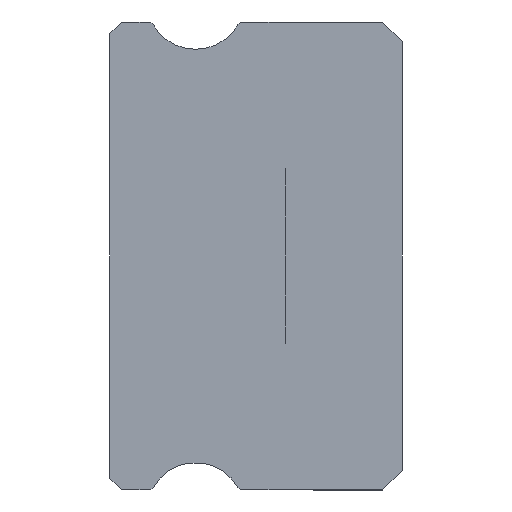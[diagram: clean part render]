
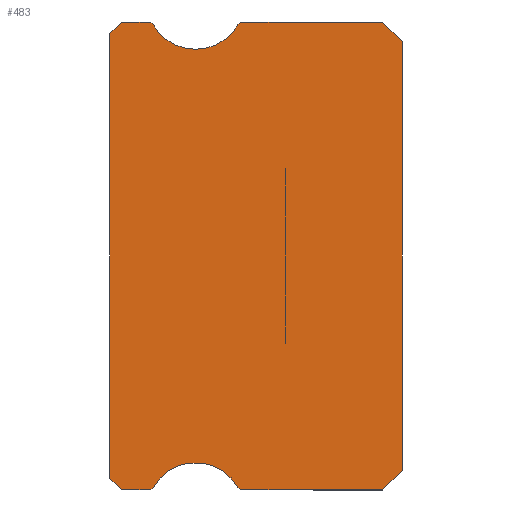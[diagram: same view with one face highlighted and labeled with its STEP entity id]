
A CAD part, left-side view. The second image highlights one B-rep face of the part: STEP entity #483.
In plain terms, the highlighted planar face has unit normal (-1, 0, 0).
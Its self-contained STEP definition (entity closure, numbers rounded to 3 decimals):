
#3 = CIRCLE ( 'NONE', #3792, 1.25 ) ;
#269 = LINE ( 'NONE', #297, #5381 ) ;
#297 = CARTESIAN_POINT ( 'NONE',  ( -5., 0.5, 6. ) ) ;
#332 = DIRECTION ( 'NONE',  ( 1., 0., 0. ) ) ;
#336 = ORIENTED_EDGE ( 'NONE', *, *, #893, .F. ) ;
#437 = CARTESIAN_POINT ( 'NONE',  ( -5., 6.383, 5.925 ) ) ;
#474 = CIRCLE ( 'NONE', #3559, 1.25 ) ;
#483 = ADVANCED_FACE ( 'NONE', ( #4908 ), #702, .F. ) ;
#545 = CARTESIAN_POINT ( 'NONE',  ( -5., 0., 5.5 ) ) ;
#559 = VERTEX_POINT ( 'NONE', #4180 ) ;
#597 = VERTEX_POINT ( 'NONE', #3343 ) ;
#651 = LINE ( 'NONE', #1491, #2341 ) ;
#661 = ORIENTED_EDGE ( 'NONE', *, *, #4727, .F. ) ;
#662 = CARTESIAN_POINT ( 'NONE',  ( -5., 7.5, 5.7 ) ) ;
#690 = CARTESIAN_POINT ( 'NONE',  ( -5., 4.088, 6. ) ) ;
#702 = PLANE ( 'NONE',  #2933 ) ;
#732 = EDGE_CURVE ( 'NONE', #5221, #3344, #3013, .T. ) ;
#779 = VECTOR ( 'NONE', #2584, 1000. ) ;
#873 = LINE ( 'NONE', #3043, #779 ) ;
#893 = EDGE_CURVE ( 'NONE', #2835, #3473, #2883, .T. ) ;
#919 = CARTESIAN_POINT ( 'NONE',  ( -5., 0.5, -6. ) ) ;
#974 = DIRECTION ( 'NONE',  ( 0., -0.707, -0.707 ) ) ;
#1052 = LINE ( 'NONE', #662, #2623 ) ;
#1090 = DIRECTION ( 'NONE',  ( -1., 0., 0. ) ) ;
#1096 = VERTEX_POINT ( 'NONE', #4129 ) ;
#1106 = ORIENTED_EDGE ( 'NONE', *, *, #2040, .T. ) ;
#1118 = DIRECTION ( 'NONE',  ( 0., -1., 0. ) ) ;
#1204 = VECTOR ( 'NONE', #1632, 1000. ) ;
#1258 = VECTOR ( 'NONE', #1118, 1000. ) ;
#1288 = CARTESIAN_POINT ( 'NONE',  ( -5., 7.5, 5.7 ) ) ;
#1293 = AXIS2_PLACEMENT_3D ( 'NONE', #4764, #3086, #1928 ) ;
#1316 = ORIENTED_EDGE ( 'NONE', *, *, #3485, .T. ) ;
#1381 = CIRCLE ( 'NONE', #1293, 0.15 ) ;
#1427 = DIRECTION ( 'NONE',  ( 1., 0., 0. ) ) ;
#1465 = DIRECTION ( 'NONE',  ( 0., 1., 0. ) ) ;
#1472 = ORIENTED_EDGE ( 'NONE', *, *, #732, .F. ) ;
#1491 = CARTESIAN_POINT ( 'NONE',  ( -5., 7.2, -6. ) ) ;
#1511 = DIRECTION ( 'NONE',  ( 0., 0., -1. ) ) ;
#1568 = CARTESIAN_POINT ( 'NONE',  ( -5., 6.512, -6. ) ) ;
#1632 = DIRECTION ( 'NONE',  ( 0., -1., 0. ) ) ;
#1690 = ORIENTED_EDGE ( 'NONE', *, *, #2170, .F. ) ;
#1771 = ORIENTED_EDGE ( 'NONE', *, *, #3149, .F. ) ;
#1785 = EDGE_CURVE ( 'NONE', #5204, #1950, #3290, .T. ) ;
#1839 = CARTESIAN_POINT ( 'NONE',  ( -5., 6.512, 5.85 ) ) ;
#1848 = CARTESIAN_POINT ( 'NONE',  ( -5., 7.5, 5.85 ) ) ;
#1871 = AXIS2_PLACEMENT_3D ( 'NONE', #2322, #3989, #2905 ) ;
#1928 = DIRECTION ( 'NONE',  ( 0., 0., -1. ) ) ;
#1950 = VERTEX_POINT ( 'NONE', #2034 ) ;
#1960 = DIRECTION ( 'NONE',  ( -1., 0., 0. ) ) ;
#1983 = CARTESIAN_POINT ( 'NONE',  ( -5., 0., -5.5 ) ) ;
#2034 = CARTESIAN_POINT ( 'NONE',  ( -5., 5.3, 5.3 ) ) ;
#2040 = EDGE_CURVE ( 'NONE', #3236, #559, #3842, .T. ) ;
#2079 = VERTEX_POINT ( 'NONE', #2674 ) ;
#2090 = VERTEX_POINT ( 'NONE', #2151 ) ;
#2108 = VERTEX_POINT ( 'NONE', #2646 ) ;
#2151 = CARTESIAN_POINT ( 'NONE',  ( -5., 6.512, -6. ) ) ;
#2170 = EDGE_CURVE ( 'NONE', #3473, #559, #269, .T. ) ;
#2207 = EDGE_CURVE ( 'NONE', #3615, #2835, #4573, .T. ) ;
#2322 = CARTESIAN_POINT ( 'NONE',  ( -5., 4.088, 5.85 ) ) ;
#2341 = VECTOR ( 'NONE', #974, 1000. ) ;
#2408 = DIRECTION ( 'NONE',  ( 0., 0., -1. ) ) ;
#2429 = ORIENTED_EDGE ( 'NONE', *, *, #4593, .F. ) ;
#2470 = CARTESIAN_POINT ( 'NONE',  ( -5., 6.512, 6. ) ) ;
#2473 = EDGE_CURVE ( 'NONE', #3093, #1096, #3, .T. ) ;
#2584 = DIRECTION ( 'NONE',  ( 0., 1., 0. ) ) ;
#2623 = VECTOR ( 'NONE', #2730, 1000. ) ;
#2646 = CARTESIAN_POINT ( 'NONE',  ( -5., 7.2, 6. ) ) ;
#2658 = CARTESIAN_POINT ( 'NONE',  ( -5., 4.088, -5.85 ) ) ;
#2674 = CARTESIAN_POINT ( 'NONE',  ( -5., 4.088, -6. ) ) ;
#2730 = DIRECTION ( 'NONE',  ( 0., 0.707, -0.707 ) ) ;
#2801 = LINE ( 'NONE', #1568, #1258 ) ;
#2802 = CARTESIAN_POINT ( 'NONE',  ( -5., 6.512, 5.85 ) ) ;
#2810 = CARTESIAN_POINT ( 'NONE',  ( -5., 0., -5.5 ) ) ;
#2835 = VERTEX_POINT ( 'NONE', #690 ) ;
#2849 = VECTOR ( 'NONE', #1465, 1000. ) ;
#2863 = EDGE_CURVE ( 'NONE', #4767, #2079, #3537, .T. ) ;
#2883 = LINE ( 'NONE', #2470, #1204 ) ;
#2905 = DIRECTION ( 'NONE',  ( 0., 0., -1. ) ) ;
#2933 = AXIS2_PLACEMENT_3D ( 'NONE', #2802, #332, #2408 ) ;
#2937 = ORIENTED_EDGE ( 'NONE', *, *, #1785, .F. ) ;
#2988 = CARTESIAN_POINT ( 'NONE',  ( -5., 0.5, 6. ) ) ;
#3013 = LINE ( 'NONE', #1848, #4010 ) ;
#3043 = CARTESIAN_POINT ( 'NONE',  ( -5., 7.2, 6. ) ) ;
#3057 = CARTESIAN_POINT ( 'NONE',  ( -5., 7.2, -6. ) ) ;
#3086 = DIRECTION ( 'NONE',  ( 1., 0., 0. ) ) ;
#3093 = VERTEX_POINT ( 'NONE', #4827 ) ;
#3136 = EDGE_CURVE ( 'NONE', #5221, #5433, #651, .T. ) ;
#3149 = EDGE_CURVE ( 'NONE', #2079, #3093, #4347, .T. ) ;
#3229 = ORIENTED_EDGE ( 'NONE', *, *, #3136, .T. ) ;
#3236 = VERTEX_POINT ( 'NONE', #2810 ) ;
#3290 = CIRCLE ( 'NONE', #4592, 1.25 ) ;
#3343 = CARTESIAN_POINT ( 'NONE',  ( -5., 6.512, 6. ) ) ;
#3344 = VERTEX_POINT ( 'NONE', #1288 ) ;
#3404 = ORIENTED_EDGE ( 'NONE', *, *, #3705, .T. ) ;
#3415 = CARTESIAN_POINT ( 'NONE',  ( -5., 7.5, -5.7 ) ) ;
#3455 = VECTOR ( 'NONE', #3521, 1000. ) ;
#3473 = VERTEX_POINT ( 'NONE', #2988 ) ;
#3485 = EDGE_CURVE ( 'NONE', #597, #2108, #873, .T. ) ;
#3521 = DIRECTION ( 'NONE',  ( 0., 0., 1. ) ) ;
#3537 = LINE ( 'NONE', #5219, #2849 ) ;
#3559 = AXIS2_PLACEMENT_3D ( 'NONE', #3672, #3582, #4489 ) ;
#3564 = EDGE_LOOP ( 'NONE', ( #3404, #1472, #3229, #3795, #2429, #4698, #1771, #5239, #661, #1106, #1690, #336, #4352, #5162, #2937, #4316, #1316 ) ) ;
#3582 = DIRECTION ( 'NONE',  ( -1., 0., 0. ) ) ;
#3615 = VERTEX_POINT ( 'NONE', #4375 ) ;
#3650 = DIRECTION ( 'NONE',  ( 0., 0.707, -0.707 ) ) ;
#3672 = CARTESIAN_POINT ( 'NONE',  ( -5., 5.3, 6.55 ) ) ;
#3705 = EDGE_CURVE ( 'NONE', #2108, #3344, #1052, .T. ) ;
#3792 = AXIS2_PLACEMENT_3D ( 'NONE', #4039, #1960, #4803 ) ;
#3795 = ORIENTED_EDGE ( 'NONE', *, *, #4103, .T. ) ;
#3842 = LINE ( 'NONE', #545, #3455 ) ;
#3869 = DIRECTION ( 'NONE',  ( 0., 0., 1. ) ) ;
#3989 = DIRECTION ( 'NONE',  ( 1., 0., 0. ) ) ;
#4010 = VECTOR ( 'NONE', #3869, 1000. ) ;
#4039 = CARTESIAN_POINT ( 'NONE',  ( -5., 5.3, -6.55 ) ) ;
#4059 = LINE ( 'NONE', #1983, #5336 ) ;
#4098 = EDGE_CURVE ( 'NONE', #1950, #3615, #474, .T. ) ;
#4103 = EDGE_CURVE ( 'NONE', #5433, #2090, #2801, .T. ) ;
#4129 = CARTESIAN_POINT ( 'NONE',  ( -5., 6.383, -5.925 ) ) ;
#4178 = AXIS2_PLACEMENT_3D ( 'NONE', #1839, #1427, #4768 ) ;
#4180 = CARTESIAN_POINT ( 'NONE',  ( -5., 0., 5.5 ) ) ;
#4316 = ORIENTED_EDGE ( 'NONE', *, *, #4973, .F. ) ;
#4324 = DIRECTION ( 'NONE',  ( 0., 0., -1. ) ) ;
#4347 = CIRCLE ( 'NONE', #5047, 0.15 ) ;
#4352 = ORIENTED_EDGE ( 'NONE', *, *, #2207, .F. ) ;
#4375 = CARTESIAN_POINT ( 'NONE',  ( -5., 4.217, 5.925 ) ) ;
#4419 = DIRECTION ( 'NONE',  ( 1., 0., 0. ) ) ;
#4489 = DIRECTION ( 'NONE',  ( 0., 0., -1. ) ) ;
#4573 = CIRCLE ( 'NONE', #1871, 0.15 ) ;
#4592 = AXIS2_PLACEMENT_3D ( 'NONE', #4849, #1090, #1511 ) ;
#4593 = EDGE_CURVE ( 'NONE', #1096, #2090, #1381, .T. ) ;
#4698 = ORIENTED_EDGE ( 'NONE', *, *, #2473, .F. ) ;
#4727 = EDGE_CURVE ( 'NONE', #3236, #4767, #4059, .T. ) ;
#4764 = CARTESIAN_POINT ( 'NONE',  ( -5., 6.512, -5.85 ) ) ;
#4767 = VERTEX_POINT ( 'NONE', #919 ) ;
#4768 = DIRECTION ( 'NONE',  ( 0., 0., -1. ) ) ;
#4803 = DIRECTION ( 'NONE',  ( 0., 0., -1. ) ) ;
#4827 = CARTESIAN_POINT ( 'NONE',  ( -5., 4.217, -5.925 ) ) ;
#4849 = CARTESIAN_POINT ( 'NONE',  ( -5., 5.3, 6.55 ) ) ;
#4908 = FACE_OUTER_BOUND ( 'NONE', #3564, .T. ) ;
#4973 = EDGE_CURVE ( 'NONE', #597, #5204, #5410, .T. ) ;
#5047 = AXIS2_PLACEMENT_3D ( 'NONE', #2658, #4419, #4324 ) ;
#5162 = ORIENTED_EDGE ( 'NONE', *, *, #4098, .F. ) ;
#5204 = VERTEX_POINT ( 'NONE', #437 ) ;
#5219 = CARTESIAN_POINT ( 'NONE',  ( -5., 6.512, -6. ) ) ;
#5221 = VERTEX_POINT ( 'NONE', #3415 ) ;
#5239 = ORIENTED_EDGE ( 'NONE', *, *, #2863, .F. ) ;
#5286 = DIRECTION ( 'NONE',  ( 0., -0.707, -0.707 ) ) ;
#5336 = VECTOR ( 'NONE', #3650, 1000. ) ;
#5381 = VECTOR ( 'NONE', #5286, 1000. ) ;
#5410 = CIRCLE ( 'NONE', #4178, 0.15 ) ;
#5433 = VERTEX_POINT ( 'NONE', #3057 ) ;
